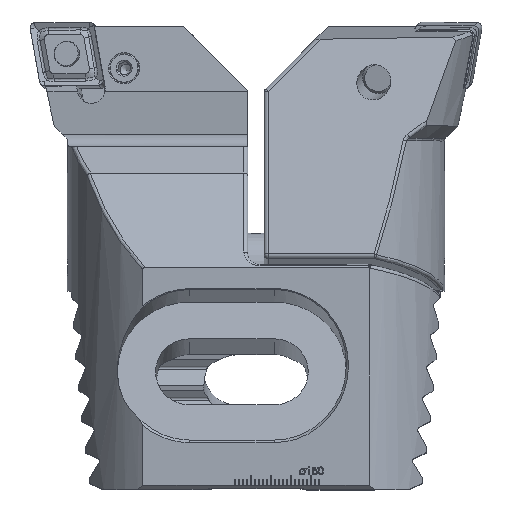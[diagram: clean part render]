
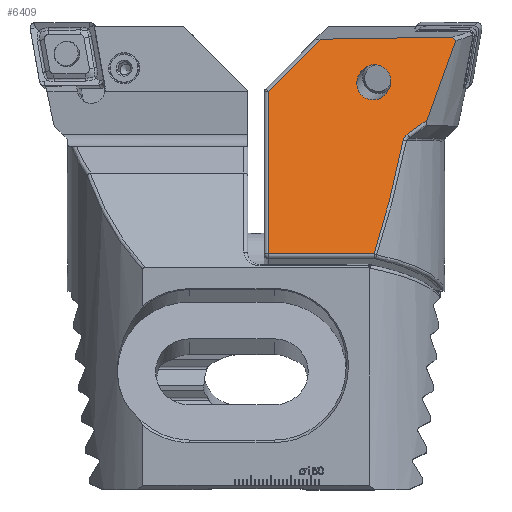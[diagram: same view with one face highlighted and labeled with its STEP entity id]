
A CAD part, top view. The second image highlights one B-rep face of the part: STEP entity #6409.
In plain terms, the highlighted face is planar.
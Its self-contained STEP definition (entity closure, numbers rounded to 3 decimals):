
#158 = ORIENTED_EDGE ( 'NONE', *, *, #18011, .F. ) ;
#167 = DIRECTION ( 'NONE',  ( 0.695, -0.695, -0.186 ) ) ;
#184 = EDGE_CURVE ( 'NONE', #14393, #8952, #8995, .T. ) ;
#549 = EDGE_CURVE ( 'NONE', #13522, #8291, #7964, .T. ) ;
#609 = CARTESIAN_POINT ( 'NONE',  ( 113.15, -2.353, -21.566 ) ) ;
#699 = CARTESIAN_POINT ( 'NONE',  ( 28.33, -19.011, -26.029 ) ) ;
#798 = CARTESIAN_POINT ( 'NONE',  ( 18.576, -27.741, -28.369 ) ) ;
#981 = CARTESIAN_POINT ( 'NONE',  ( 16.91, -26.577, -28.057 ) ) ;
#1065 = CARTESIAN_POINT ( 'NONE',  ( 8.821, -11.22, -23.942 ) ) ;
#1128 = VERTEX_POINT ( 'NONE', #1402 ) ;
#1195 = CARTESIAN_POINT ( 'NONE',  ( 53.25, -2.353, -21.566 ) ) ;
#1246 = DIRECTION ( 'NONE',  ( 0., -0.966, -0.259 ) ) ;
#1255 = CARTESIAN_POINT ( 'NONE',  ( 24.141, -49.105, -34.093 ) ) ;
#1320 = ORIENTED_EDGE ( 'NONE', *, *, #2534, .F. ) ;
#1402 = CARTESIAN_POINT ( 'NONE',  ( 18.576, -27.741, -28.369 ) ) ;
#1835 = CARTESIAN_POINT ( 'NONE',  ( 6.506, -4.438, -22.124 ) ) ;
#1843 = CARTESIAN_POINT ( 'NONE',  ( 40.302, -4.094, -22.032 ) ) ;
#1909 = VECTOR ( 'NONE', #7156, 1000. ) ;
#2463 = B_SPLINE_CURVE_WITH_KNOTS ( 'NONE', 3,
 ( #10198, #8356, #3350, #8380, #18016, #4022, #5288, #12319 ),
 .UNSPECIFIED., .F., .F.,
 ( 4, 2, 2, 4 ),
 ( 0., 0.001, 0.001, 0.002 ),
 .UNSPECIFIED. ) ;
#2534 = EDGE_CURVE ( 'NONE', #3374, #3374, #9631, .T. ) ;
#2799 =( BOUNDED_CURVE ( )  B_SPLINE_CURVE ( 3, ( #3746, #14932, #1065, #10897 ),
 .UNSPECIFIED., .F., .T. ) 
 B_SPLINE_CURVE_WITH_KNOTS ( ( 4, 4 ),
 ( 4.213, 4.329 ),
 .UNSPECIFIED. ) 
 CURVE ( )  GEOMETRIC_REPRESENTATION_ITEM ( )  RATIONAL_B_SPLINE_CURVE ( ( 1., 0.999, 0.999, 1. ) ) 
 REPRESENTATION_ITEM ( '' )  );
#2816 = EDGE_CURVE ( 'NONE', #11304, #17558, #3448, .T. ) ;
#3160 = CARTESIAN_POINT ( 'NONE',  ( 6.506, -4.438, -22.124 ) ) ;
#3350 = CARTESIAN_POINT ( 'NONE',  ( 19.043, -28.121, -28.47 ) ) ;
#3374 = VERTEX_POINT ( 'NONE', #3649 ) ;
#3401 = CARTESIAN_POINT ( 'NONE',  ( 20.34, -21.516, -26.7 ) ) ;
#3448 =( BOUNDED_CURVE ( )  B_SPLINE_CURVE ( 3, ( #6746, #1255, #12531, #15394 ),
 .UNSPECIFIED., .F., .T. ) 
 B_SPLINE_CURVE_WITH_KNOTS ( ( 4, 4 ),
 ( 3.835, 4.064 ),
 .UNSPECIFIED. ) 
 CURVE ( )  GEOMETRIC_REPRESENTATION_ITEM ( )  RATIONAL_B_SPLINE_CURVE ( ( 1., 0.996, 0.996, 1. ) ) 
 REPRESENTATION_ITEM ( '' )  );
#3649 = CARTESIAN_POINT ( 'NONE',  ( 25.511, -10.623, -23.782 ) ) ;
#3746 = CARTESIAN_POINT ( 'NONE',  ( 13.636, -24.174, -27.413 ) ) ;
#4022 = CARTESIAN_POINT ( 'NONE',  ( 19.51, -28.871, -28.671 ) ) ;
#4090 = EDGE_CURVE ( 'NONE', #8291, #11304, #7518, .T. ) ;
#4596 = CARTESIAN_POINT ( 'NONE',  ( 7.042, -3.868, -21.972 ) ) ;
#5089 = ORIENTED_EDGE ( 'NONE', *, *, #16697, .T. ) ;
#5279 = ORIENTED_EDGE ( 'NONE', *, *, #11075, .F. ) ;
#5288 = CARTESIAN_POINT ( 'NONE',  ( 19.557, -29.01, -28.709 ) ) ;
#5378 = ORIENTED_EDGE ( 'NONE', *, *, #184, .T. ) ;
#5576 = ORIENTED_EDGE ( 'NONE', *, *, #2816, .T. ) ;
#5593 = FACE_BOUND ( 'NONE', #12510, .T. ) ;
#6020 = CARTESIAN_POINT ( 'NONE',  ( 6.774, -4.153, -22.048 ) ) ;
#6190 = DIRECTION ( 'NONE',  ( -1., 0., 0. ) ) ;
#6409 = ADVANCED_FACE ( 'NONE', ( #5593, #15043 ), #11989, .F. ) ;
#6498 = CARTESIAN_POINT ( 'NONE',  ( 13.636, -24.174, -27.413 ) ) ;
#6524 = LINE ( 'NONE', #11485, #1909 ) ;
#6746 = CARTESIAN_POINT ( 'NONE',  ( 26.846, -57.496, -36.341 ) ) ;
#7156 = DIRECTION ( 'NONE',  ( -1., 0.015, 0.004 ) ) ;
#7518 = LINE ( 'NONE', #17335, #7932 ) ;
#7932 = VECTOR ( 'NONE', #6190, 1000. ) ;
#7964 = LINE ( 'NONE', #1195, #16761 ) ;
#8291 = VERTEX_POINT ( 'NONE', #14579 ) ;
#8356 = CARTESIAN_POINT ( 'NONE',  ( 18.823, -27.914, -28.415 ) ) ;
#8380 = CARTESIAN_POINT ( 'NONE',  ( 19.307, -28.477, -28.566 ) ) ;
#8393 = AXIS2_PLACEMENT_3D ( 'NONE', #609, #9210, #16022 ) ;
#8931 = EDGE_CURVE ( 'NONE', #1128, #12073, #10778, .T. ) ;
#8952 = VERTEX_POINT ( 'NONE', #16386 ) ;
#8995 = B_SPLINE_CURVE_WITH_KNOTS ( 'NONE', 3,
 ( #1835, #6020, #4596, #17287 ),
 .UNSPECIFIED., .F., .F.,
 ( 4, 4 ),
 ( 0., 1. ),
 .UNSPECIFIED. ) ;
#9148 = CARTESIAN_POINT ( 'NONE',  ( 26.846, -57.496, -36.341 ) ) ;
#9210 = DIRECTION ( 'NONE',  ( 0., -0.259, 0.966 ) ) ;
#9631 =( BOUNDED_CURVE ( )  B_SPLINE_CURVE ( 3, ( #11951, #16172, #17594, #699, #3401, #11888, #16106 ),
 .UNSPECIFIED., .T., .T. ) 
 B_SPLINE_CURVE_WITH_KNOTS ( ( 4, 3, 4 ),
 ( 0., 3.142, 6.283 ),
 .UNSPECIFIED. ) 
 CURVE ( )  GEOMETRIC_REPRESENTATION_ITEM ( )  RATIONAL_B_SPLINE_CURVE ( ( 1., 0.333, 0.333, 1., 0.333, 0.333, 1. ) ) 
 REPRESENTATION_ITEM ( '' )  );
#10006 = ORIENTED_EDGE ( 'NONE', *, *, #4090, .T. ) ;
#10198 = CARTESIAN_POINT ( 'NONE',  ( 18.576, -27.741, -28.369 ) ) ;
#10201 = ORIENTED_EDGE ( 'NONE', *, *, #549, .T. ) ;
#10625 = CARTESIAN_POINT ( 'NONE',  ( 19.587, -29.155, -28.747 ) ) ;
#10721 = LINE ( 'NONE', #15508, #12929 ) ;
#10778 = B_SPLINE_CURVE_WITH_KNOTS ( 'NONE', 3,
 ( #798, #981, #12220, #6498 ),
 .UNSPECIFIED., .F., .F.,
 ( 4, 4 ),
 ( 0., 0.006 ),
 .UNSPECIFIED. ) ;
#10897 = CARTESIAN_POINT ( 'NONE',  ( 6.506, -4.438, -22.124 ) ) ;
#11075 = EDGE_CURVE ( 'NONE', #17973, #8952, #6524, .T. ) ;
#11121 = EDGE_CURVE ( 'NONE', #17973, #13522, #10721, .T. ) ;
#11288 = ORIENTED_EDGE ( 'NONE', *, *, #8931, .T. ) ;
#11304 = VERTEX_POINT ( 'NONE', #9148 ) ;
#11485 = CARTESIAN_POINT ( 'NONE',  ( 113.102, -5.22, -22.334 ) ) ;
#11888 = CARTESIAN_POINT ( 'NONE',  ( 17.521, -13.128, -24.453 ) ) ;
#11951 = CARTESIAN_POINT ( 'NONE',  ( 25.511, -10.623, -23.782 ) ) ;
#11989 = PLANE ( 'NONE',  #8393 ) ;
#12073 = VERTEX_POINT ( 'NONE', #15252 ) ;
#12220 = CARTESIAN_POINT ( 'NONE',  ( 15.265, -25.386, -27.737 ) ) ;
#12319 = CARTESIAN_POINT ( 'NONE',  ( 19.587, -29.155, -28.747 ) ) ;
#12510 = EDGE_LOOP ( 'NONE', ( #1320 ) ) ;
#12531 = CARTESIAN_POINT ( 'NONE',  ( 21.711, -39.617, -31.551 ) ) ;
#12929 = VECTOR ( 'NONE', #167, 1000. ) ;
#13269 = EDGE_LOOP ( 'NONE', ( #5089, #5378, #5279, #16877, #10201, #10006, #5576, #158, #11288 ) ) ;
#13522 = VERTEX_POINT ( 'NONE', #16244 ) ;
#14393 = VERTEX_POINT ( 'NONE', #3160 ) ;
#14579 = CARTESIAN_POINT ( 'NONE',  ( 53.25, -57.496, -36.341 ) ) ;
#14932 = CARTESIAN_POINT ( 'NONE',  ( 11.201, -17.806, -25.706 ) ) ;
#15043 = FACE_OUTER_BOUND ( 'NONE', #13269, .T. ) ;
#15252 = CARTESIAN_POINT ( 'NONE',  ( 13.636, -24.174, -27.413 ) ) ;
#15394 = CARTESIAN_POINT ( 'NONE',  ( 19.587, -29.155, -28.747 ) ) ;
#15508 = CARTESIAN_POINT ( 'NONE',  ( 74.563, -38.355, -31.212 ) ) ;
#16022 = DIRECTION ( 'NONE',  ( 0., -0.966, -0.259 ) ) ;
#16106 = CARTESIAN_POINT ( 'NONE',  ( 25.511, -10.623, -23.782 ) ) ;
#16172 = CARTESIAN_POINT ( 'NONE',  ( 33.501, -8.118, -23.111 ) ) ;
#16244 = CARTESIAN_POINT ( 'NONE',  ( 53.25, -17.042, -25.502 ) ) ;
#16386 = CARTESIAN_POINT ( 'NONE',  ( 7.309, -3.584, -21.896 ) ) ;
#16697 = EDGE_CURVE ( 'NONE', #12073, #14393, #2799, .T. ) ;
#16761 = VECTOR ( 'NONE', #1246, 1000. ) ;
#16877 = ORIENTED_EDGE ( 'NONE', *, *, #11121, .T. ) ;
#17287 = CARTESIAN_POINT ( 'NONE',  ( 7.309, -3.584, -21.896 ) ) ;
#17335 = CARTESIAN_POINT ( 'NONE',  ( 113.15, -57.496, -36.341 ) ) ;
#17558 = VERTEX_POINT ( 'NONE', #10625 ) ;
#17594 = CARTESIAN_POINT ( 'NONE',  ( 36.319, -16.506, -25.358 ) ) ;
#17973 = VERTEX_POINT ( 'NONE', #1843 ) ;
#18011 = EDGE_CURVE ( 'NONE', #1128, #17558, #2463, .T. ) ;
#18016 = CARTESIAN_POINT ( 'NONE',  ( 19.385, -28.605, -28.6 ) ) ;
